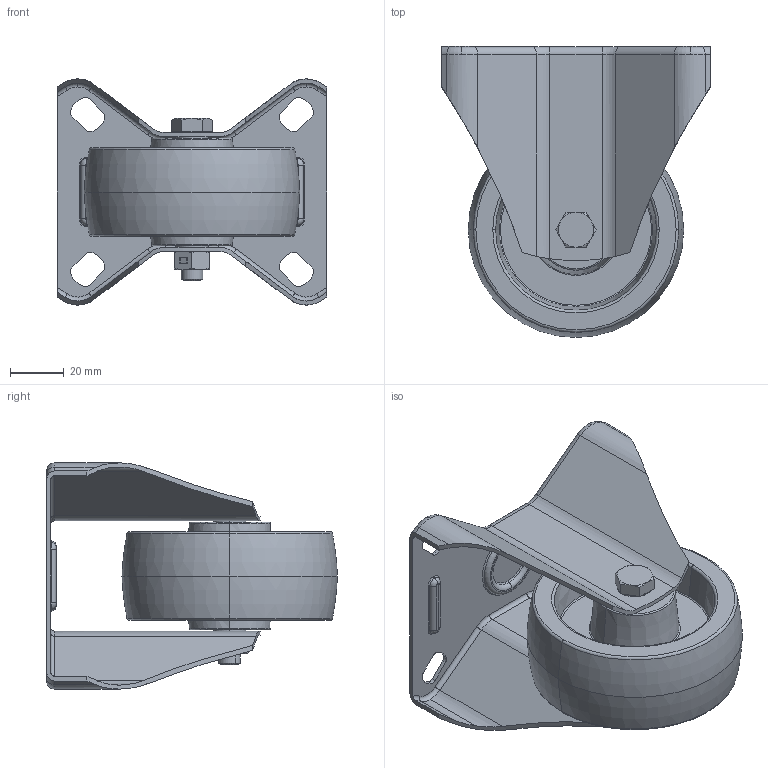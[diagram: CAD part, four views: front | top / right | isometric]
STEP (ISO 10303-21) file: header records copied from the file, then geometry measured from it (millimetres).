
FILE_DESCRIPTION (( 'STEP AP214' ), '1' );
FILE_NAME ('K0030254_B-IT-HDK-080-G.STEP', '2016-06-14T06:30:00', ( '' ), ( '' ), 'SwSTEP 2.0', 'SolidWorks 2016', '' );
FILE_SCHEMA (( 'AUTOMOTIVE_DESIGN' ));
Length unit declared in the file: millimetre
Products named in the file (1): K0030254_B-IT-HDK-080-G
Bounding box: 100 x 108 x 84 mm (x, y, z)
Volume: 142091.7 mm3; surface area: 69078.9 mm2
Topology: 5 solids, 5 shells, 320 faces, 760 edges, 466 vertices
Faces by surface type: cylinder 108, torus 90, plane 86, cone 36
Entity records: 13178 total; most frequent: CARTESIAN_POINT 2035, DIRECTION 1718, ORIENTED_EDGE 1520, EDGE_CURVE 760, AXIS2_PLACEMENT_3D 725, VERTEX_POINT 466, CIRCLE 404, EDGE_LOOP 354
